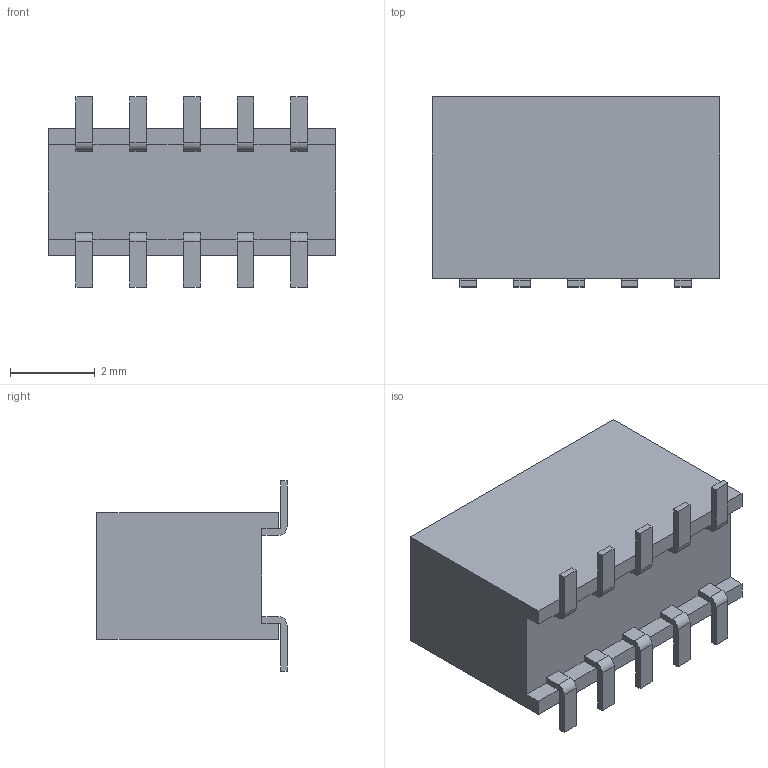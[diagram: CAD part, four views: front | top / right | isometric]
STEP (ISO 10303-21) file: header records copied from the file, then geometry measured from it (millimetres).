
FILE_DESCRIPTION((''),'2;1');
FILE_NAME('20021321-1010XXLFC','2019-09-06T',('KumarP'),('AFCI'),'CREO PARAMETRIC BY PTC INC, 2016130','CREO PARAMETRIC BY PTC INC, 2016130','');
FILE_SCHEMA(('CONFIG_CONTROL_DESIGN'));
Length unit declared in the file: millimetre
Products named in the file (1): 20021321-1010XXLFC
Bounding box: 6.81 x 4.5 x 4.5 mm (x, y, z)
Volume: 81.7 mm3; surface area: 146.8 mm2
Topology: 1 solids, 1 shells, 150 faces, 394 edges, 256 vertices
Faces by surface type: plane 130, cylinder 20
Entity records: 4576 total; most frequent: CARTESIAN_POINT 800, ORIENTED_EDGE 788, DIRECTION 734, EDGE_CURVE 394, VECTOR 354, LINE 354, VERTEX_POINT 256, AXIS2_PLACEMENT_3D 190
